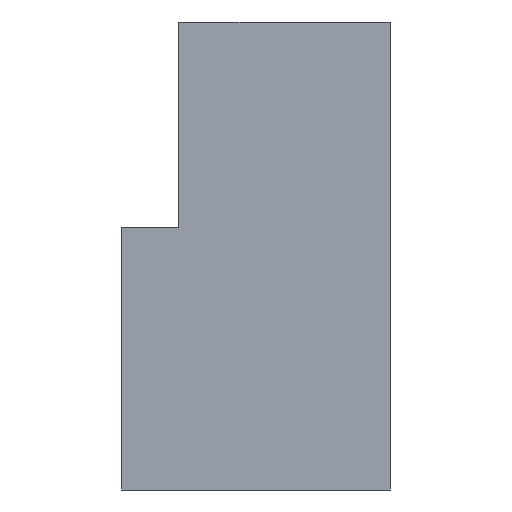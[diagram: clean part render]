
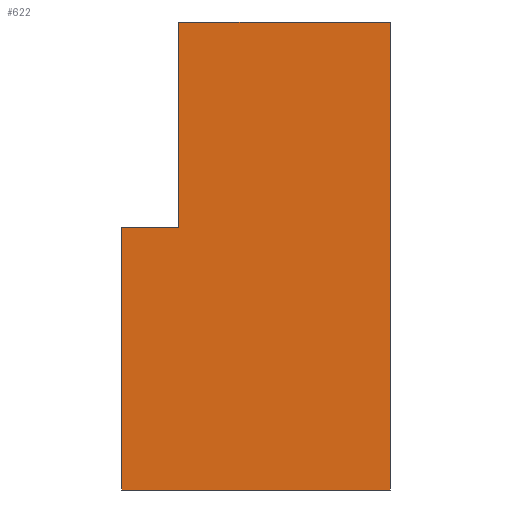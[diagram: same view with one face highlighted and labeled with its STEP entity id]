
A CAD part, front view. The second image highlights one B-rep face of the part: STEP entity #622.
In plain terms, the highlighted planar face has unit normal (0, -1, 0).
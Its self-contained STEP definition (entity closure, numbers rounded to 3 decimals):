
#50=FACE_OUTER_BOUND('',#88,.T.);
#88=EDGE_LOOP('',(#502,#503,#504,#505,#506,#507));
#117=LINE('',#885,#188);
#150=LINE('',#976,#221);
#159=LINE('',#994,#230);
#168=LINE('',#1015,#239);
#169=LINE('',#1016,#240);
#170=LINE('',#1017,#241);
#188=VECTOR('',#712,10.);
#221=VECTOR('',#793,10.);
#230=VECTOR('',#806,10.);
#239=VECTOR('',#827,10.);
#240=VECTOR('',#828,10.);
#241=VECTOR('',#829,10.);
#261=VERTEX_POINT('',#882);
#262=VERTEX_POINT('',#884);
#295=VERTEX_POINT('',#973);
#296=VERTEX_POINT('',#975);
#303=VERTEX_POINT('',#992);
#309=VERTEX_POINT('',#1014);
#319=EDGE_CURVE('',#261,#262,#117,.T.);
#362=EDGE_CURVE('',#295,#296,#150,.T.);
#371=EDGE_CURVE('',#295,#303,#159,.T.);
#381=EDGE_CURVE('',#303,#309,#168,.T.);
#382=EDGE_CURVE('',#309,#262,#169,.T.);
#383=EDGE_CURVE('',#296,#261,#170,.F.);
#502=ORIENTED_EDGE('',*,*,#381,.T.);
#503=ORIENTED_EDGE('',*,*,#382,.T.);
#504=ORIENTED_EDGE('',*,*,#319,.F.);
#505=ORIENTED_EDGE('',*,*,#383,.F.);
#506=ORIENTED_EDGE('',*,*,#362,.F.);
#507=ORIENTED_EDGE('',*,*,#371,.T.);
#589=PLANE('',#684);
#622=ADVANCED_FACE('',(#50),#589,.T.);
#684=AXIS2_PLACEMENT_3D('',#1013,#825,#826);
#712=DIRECTION('',(0.,0.,1.));
#793=DIRECTION('',(0.,0.,1.));
#806=DIRECTION('',(1.,0.,0.));
#825=DIRECTION('center_axis',(0.,-1.,0.));
#826=DIRECTION('ref_axis',(0.,0.,-1.));
#827=DIRECTION('',(0.,0.,1.));
#828=DIRECTION('',(-1.,0.,0.));
#829=DIRECTION('',(-1.,0.,0.));
#882=CARTESIAN_POINT('',(35.257,-10.011,-1.));
#884=CARTESIAN_POINT('',(35.257,-10.011,17.));
#885=CARTESIAN_POINT('',(35.257,-10.011,0.072));
#973=CARTESIAN_POINT('',(30.257,-10.011,-24.));
#975=CARTESIAN_POINT('',(30.257,-10.011,-1.));
#976=CARTESIAN_POINT('',(30.257,-10.011,-24.));
#992=CARTESIAN_POINT('',(53.757,-10.011,-24.));
#994=CARTESIAN_POINT('',(30.257,-10.011,-24.));
#1013=CARTESIAN_POINT('Origin',(35.247,-10.011,8.536));
#1014=CARTESIAN_POINT('',(53.757,-10.011,17.));
#1015=CARTESIAN_POINT('',(53.757,-10.011,-24.));
#1016=CARTESIAN_POINT('',(53.757,-10.011,17.));
#1017=CARTESIAN_POINT('',(38.627,-10.011,-1.));
